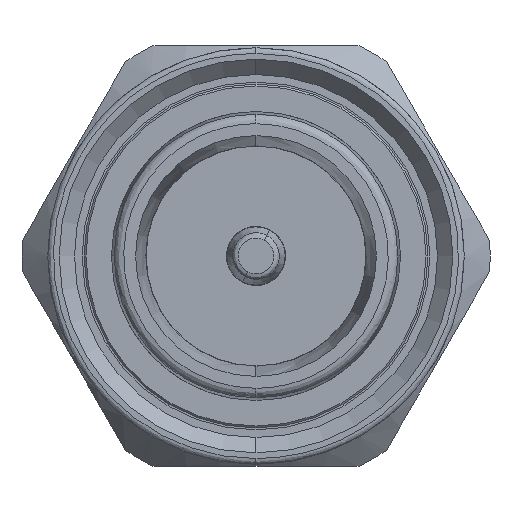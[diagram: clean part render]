
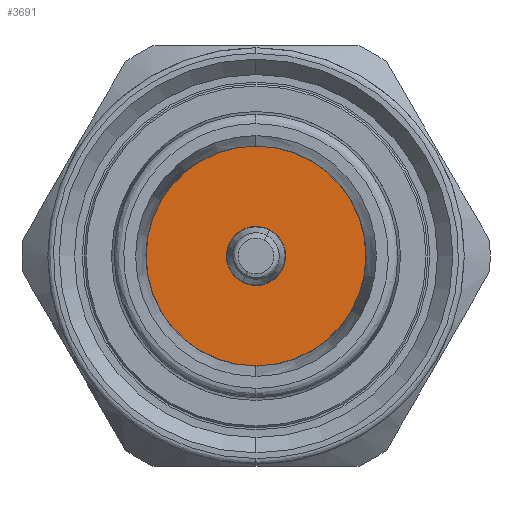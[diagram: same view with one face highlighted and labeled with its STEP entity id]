
A CAD part, left-side view. The second image highlights one B-rep face of the part: STEP entity #3691.
In plain terms, the highlighted planar face has unit normal (-1, 0, 0).
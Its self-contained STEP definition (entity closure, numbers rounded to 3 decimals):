
#455 = CARTESIAN_POINT ( 'NONE',  ( 5.6, 0., 0. ) ) ;
#591 = CIRCLE ( 'NONE', #1964, 5.75 ) ;
#768 = CARTESIAN_POINT ( 'NONE',  ( 5.6, 0., 0. ) ) ;
#838 = ORIENTED_EDGE ( 'NONE', *, *, #3894, .T. ) ;
#878 = CARTESIAN_POINT ( 'NONE',  ( 5.6, -0.712, 1.377 ) ) ;
#998 = DIRECTION ( 'NONE',  ( 0., 0., 1. ) ) ;
#1003 = DIRECTION ( 'NONE',  ( 1., 0., 0. ) ) ;
#1228 = CARTESIAN_POINT ( 'NONE',  ( 5.6, 0., 5.75 ) ) ;
#1331 = DIRECTION ( 'NONE',  ( 0., 0., 1. ) ) ;
#1443 = AXIS2_PLACEMENT_3D ( 'NONE', #455, #4406, #998 ) ;
#1548 = CARTESIAN_POINT ( 'NONE',  ( 5.6, 5.75, 0. ) ) ;
#1608 = EDGE_CURVE ( 'NONE', #6202, #3707, #5857, .T. ) ;
#1635 = FACE_BOUND ( 'NONE', #6951, .T. ) ;
#1675 = ORIENTED_EDGE ( 'NONE', *, *, #5476, .T. ) ;
#1772 = DIRECTION ( 'NONE',  ( -1., 0., 0. ) ) ;
#1910 = AXIS2_PLACEMENT_3D ( 'NONE', #5180, #1772, #5745 ) ;
#1964 = AXIS2_PLACEMENT_3D ( 'NONE', #5691, #2289, #6257 ) ;
#2263 = CIRCLE ( 'NONE', #1443, 1.55 ) ;
#2289 = DIRECTION ( 'NONE',  ( -1., 0., 0. ) ) ;
#2814 = VERTEX_POINT ( 'NONE', #4133 ) ;
#3324 = ORIENTED_EDGE ( 'NONE', *, *, #5963, .T. ) ;
#3647 = ORIENTED_EDGE ( 'NONE', *, *, #1608, .T. ) ;
#3691 = ADVANCED_FACE ( 'NONE', ( #4837, #1635 ), #7206, .F. ) ;
#3707 = VERTEX_POINT ( 'NONE', #4439 ) ;
#3894 = EDGE_CURVE ( 'NONE', #2814, #5140, #591, .T. ) ;
#3961 = CIRCLE ( 'NONE', #1910, 5.75 ) ;
#4029 = AXIS2_PLACEMENT_3D ( 'NONE', #1548, #1003, #4972 ) ;
#4133 = CARTESIAN_POINT ( 'NONE',  ( 5.6, 0., -5.75 ) ) ;
#4406 = DIRECTION ( 'NONE',  ( 1., 0., 0. ) ) ;
#4439 = CARTESIAN_POINT ( 'NONE',  ( 5.6, 0.712, -1.377 ) ) ;
#4742 = DIRECTION ( 'NONE',  ( 1., 0., 0. ) ) ;
#4837 = FACE_OUTER_BOUND ( 'NONE', #6627, .T. ) ;
#4972 = DIRECTION ( 'NONE',  ( 0., 0., -1. ) ) ;
#5140 = VERTEX_POINT ( 'NONE', #1228 ) ;
#5180 = CARTESIAN_POINT ( 'NONE',  ( 5.6, 0., 0. ) ) ;
#5476 = EDGE_CURVE ( 'NONE', #3707, #6202, #2263, .T. ) ;
#5620 = AXIS2_PLACEMENT_3D ( 'NONE', #768, #4742, #1331 ) ;
#5691 = CARTESIAN_POINT ( 'NONE',  ( 5.6, 0., 0. ) ) ;
#5745 = DIRECTION ( 'NONE',  ( 0., 0., 1. ) ) ;
#5857 = CIRCLE ( 'NONE', #5620, 1.55 ) ;
#5963 = EDGE_CURVE ( 'NONE', #5140, #2814, #3961, .T. ) ;
#6202 = VERTEX_POINT ( 'NONE', #878 ) ;
#6257 = DIRECTION ( 'NONE',  ( 0., 0., 1. ) ) ;
#6627 = EDGE_LOOP ( 'NONE', ( #3324, #838 ) ) ;
#6951 = EDGE_LOOP ( 'NONE', ( #1675, #3647 ) ) ;
#7206 = PLANE ( 'NONE',  #4029 ) ;
